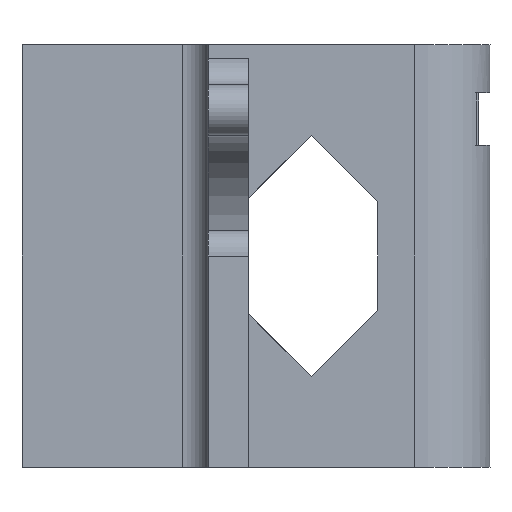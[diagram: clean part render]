
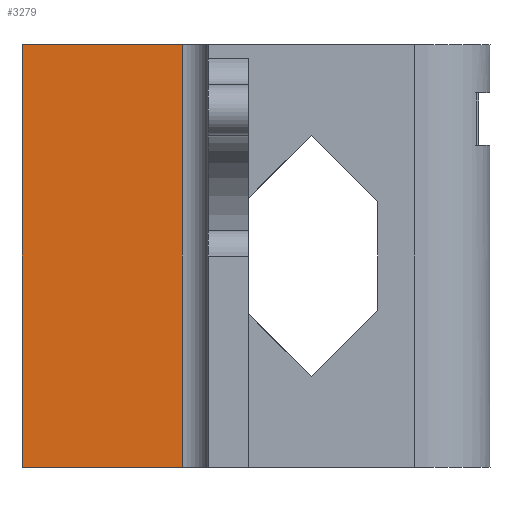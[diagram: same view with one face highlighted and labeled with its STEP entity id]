
A CAD part, front view. The second image highlights one B-rep face of the part: STEP entity #3279.
In plain terms, the highlighted planar face has unit normal (0, -1, 0).
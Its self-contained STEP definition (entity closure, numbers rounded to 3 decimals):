
#72 = PLANE('',#73);
#73 = AXIS2_PLACEMENT_3D('',#74,#75,#76);
#74 = CARTESIAN_POINT('',(3.,-17.91,42.));
#75 = DIRECTION('',(0.,0.,1.));
#76 = DIRECTION('',(-1.,0.,0.));
#128 = PLANE('',#129);
#129 = AXIS2_PLACEMENT_3D('',#130,#131,#132);
#130 = CARTESIAN_POINT('',(2.685,-27.081,0.));
#131 = DIRECTION('',(0.,0.,-1.));
#132 = DIRECTION('',(1.,0.,0.));
#611 = CYLINDRICAL_SURFACE('',#612,2.6);
#612 = AXIS2_PLACEMENT_3D('',#613,#614,#615);
#613 = CARTESIAN_POINT('',(-2.6,-24.6,0.));
#614 = DIRECTION('',(0.,0.,1.));
#615 = DIRECTION('',(0.,1.,0.));
#921 = VERTEX_POINT('',#922);
#922 = CARTESIAN_POINT('',(-2.6,-22.,42.));
#948 = EDGE_CURVE('',#949,#921,#951,.T.);
#949 = VERTEX_POINT('',#950);
#950 = CARTESIAN_POINT('',(-18.5,-22.,42.));
#951 = SURFACE_CURVE('',#952,(#956,#963),.PCURVE_S1.);
#952 = LINE('',#953,#954);
#953 = CARTESIAN_POINT('',(-18.5,-22.,42.));
#954 = VECTOR('',#955,1.);
#955 = DIRECTION('',(1.,0.,0.));
#956 = PCURVE('',#72,#957);
#957 = DEFINITIONAL_REPRESENTATION('',(#958),#962);
#958 = LINE('',#959,#960);
#959 = CARTESIAN_POINT('',(21.5,4.09));
#960 = VECTOR('',#961,1.);
#961 = DIRECTION('',(-1.,-0.));
#962 = ( GEOMETRIC_REPRESENTATION_CONTEXT(2) 
PARAMETRIC_REPRESENTATION_CONTEXT() REPRESENTATION_CONTEXT('2D SPACE',''
  ) );
#963 = PCURVE('',#964,#969);
#964 = PLANE('',#965);
#965 = AXIS2_PLACEMENT_3D('',#966,#967,#968);
#966 = CARTESIAN_POINT('',(-18.5,-22.,0.));
#967 = DIRECTION('',(-0.,-1.,-0.));
#968 = DIRECTION('',(-1.,0.,0.));
#969 = DEFINITIONAL_REPRESENTATION('',(#970),#974);
#970 = LINE('',#971,#972);
#971 = CARTESIAN_POINT('',(-0.,-42.));
#972 = VECTOR('',#973,1.);
#973 = DIRECTION('',(-1.,-0.));
#974 = ( GEOMETRIC_REPRESENTATION_CONTEXT(2) 
PARAMETRIC_REPRESENTATION_CONTEXT() REPRESENTATION_CONTEXT('2D SPACE',''
  ) );
#992 = PLANE('',#993);
#993 = AXIS2_PLACEMENT_3D('',#994,#995,#996);
#994 = CARTESIAN_POINT('',(-18.5,-18.5,0.));
#995 = DIRECTION('',(-1.,-0.,-0.));
#996 = DIRECTION('',(0.,1.,0.));
#1867 = EDGE_CURVE('',#1868,#1870,#1872,.T.);
#1868 = VERTEX_POINT('',#1869);
#1869 = CARTESIAN_POINT('',(-18.5,-22.,0.));
#1870 = VERTEX_POINT('',#1871);
#1871 = CARTESIAN_POINT('',(-2.6,-22.,0.));
#1872 = SURFACE_CURVE('',#1873,(#1877,#1884),.PCURVE_S1.);
#1873 = LINE('',#1874,#1875);
#1874 = CARTESIAN_POINT('',(-18.5,-22.,0.));
#1875 = VECTOR('',#1876,1.);
#1876 = DIRECTION('',(1.,0.,0.));
#1877 = PCURVE('',#128,#1878);
#1878 = DEFINITIONAL_REPRESENTATION('',(#1879),#1883);
#1879 = LINE('',#1880,#1881);
#1880 = CARTESIAN_POINT('',(-21.185,-5.081));
#1881 = VECTOR('',#1882,1.);
#1882 = DIRECTION('',(1.,-0.));
#1883 = ( GEOMETRIC_REPRESENTATION_CONTEXT(2) 
PARAMETRIC_REPRESENTATION_CONTEXT() REPRESENTATION_CONTEXT('2D SPACE',''
  ) );
#1884 = PCURVE('',#964,#1885);
#1885 = DEFINITIONAL_REPRESENTATION('',(#1886),#1890);
#1886 = LINE('',#1887,#1888);
#1887 = CARTESIAN_POINT('',(-0.,-0.));
#1888 = VECTOR('',#1889,1.);
#1889 = DIRECTION('',(-1.,-0.));
#1890 = ( GEOMETRIC_REPRESENTATION_CONTEXT(2) 
PARAMETRIC_REPRESENTATION_CONTEXT() REPRESENTATION_CONTEXT('2D SPACE',''
  ) );
#2703 = EDGE_CURVE('',#1870,#921,#2704,.T.);
#2704 = SURFACE_CURVE('',#2705,(#2709,#2716),.PCURVE_S1.);
#2705 = LINE('',#2706,#2707);
#2706 = CARTESIAN_POINT('',(-2.6,-22.,0.));
#2707 = VECTOR('',#2708,1.);
#2708 = DIRECTION('',(0.,0.,1.));
#2709 = PCURVE('',#611,#2710);
#2710 = DEFINITIONAL_REPRESENTATION('',(#2711),#2715);
#2711 = LINE('',#2712,#2713);
#2712 = CARTESIAN_POINT('',(-0.,0.));
#2713 = VECTOR('',#2714,1.);
#2714 = DIRECTION('',(-0.,1.));
#2715 = ( GEOMETRIC_REPRESENTATION_CONTEXT(2) 
PARAMETRIC_REPRESENTATION_CONTEXT() REPRESENTATION_CONTEXT('2D SPACE',''
  ) );
#2716 = PCURVE('',#964,#2717);
#2717 = DEFINITIONAL_REPRESENTATION('',(#2718),#2722);
#2718 = LINE('',#2719,#2720);
#2719 = CARTESIAN_POINT('',(-15.9,0.));
#2720 = VECTOR('',#2721,1.);
#2721 = DIRECTION('',(-0.,-1.));
#2722 = ( GEOMETRIC_REPRESENTATION_CONTEXT(2) 
PARAMETRIC_REPRESENTATION_CONTEXT() REPRESENTATION_CONTEXT('2D SPACE',''
  ) );
#3279 = ADVANCED_FACE('',(#3280),#964,.T.);
#3280 = FACE_BOUND('',#3281,.F.);
#3281 = EDGE_LOOP('',(#3282,#3283,#3304,#3305));
#3282 = ORIENTED_EDGE('',*,*,#1867,.F.);
#3283 = ORIENTED_EDGE('',*,*,#3284,.T.);
#3284 = EDGE_CURVE('',#1868,#949,#3285,.T.);
#3285 = SURFACE_CURVE('',#3286,(#3290,#3297),.PCURVE_S1.);
#3286 = LINE('',#3287,#3288);
#3287 = CARTESIAN_POINT('',(-18.5,-22.,0.));
#3288 = VECTOR('',#3289,1.);
#3289 = DIRECTION('',(0.,0.,1.));
#3290 = PCURVE('',#964,#3291);
#3291 = DEFINITIONAL_REPRESENTATION('',(#3292),#3296);
#3292 = LINE('',#3293,#3294);
#3293 = CARTESIAN_POINT('',(-0.,-0.));
#3294 = VECTOR('',#3295,1.);
#3295 = DIRECTION('',(-0.,-1.));
#3296 = ( GEOMETRIC_REPRESENTATION_CONTEXT(2) 
PARAMETRIC_REPRESENTATION_CONTEXT() REPRESENTATION_CONTEXT('2D SPACE',''
  ) );
#3297 = PCURVE('',#992,#3298);
#3298 = DEFINITIONAL_REPRESENTATION('',(#3299),#3303);
#3299 = LINE('',#3300,#3301);
#3300 = CARTESIAN_POINT('',(-3.5,0.));
#3301 = VECTOR('',#3302,1.);
#3302 = DIRECTION('',(-0.,-1.));
#3303 = ( GEOMETRIC_REPRESENTATION_CONTEXT(2) 
PARAMETRIC_REPRESENTATION_CONTEXT() REPRESENTATION_CONTEXT('2D SPACE',''
  ) );
#3304 = ORIENTED_EDGE('',*,*,#948,.T.);
#3305 = ORIENTED_EDGE('',*,*,#2703,.F.);
